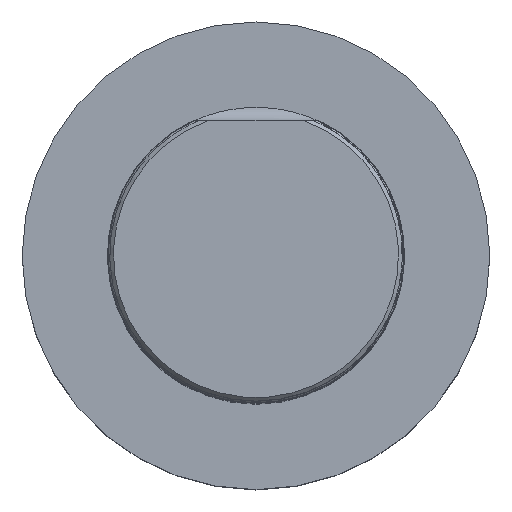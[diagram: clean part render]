
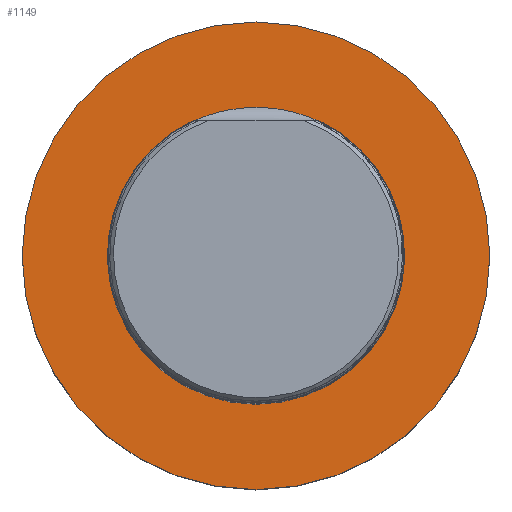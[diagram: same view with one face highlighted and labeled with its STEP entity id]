
A CAD part, top view. The second image highlights one B-rep face of the part: STEP entity #1149.
In plain terms, the highlighted face is planar.
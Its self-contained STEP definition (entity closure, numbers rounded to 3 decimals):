
#302=FACE_BOUND('',#1962,.T.);
#303=FACE_BOUND('',#1963,.T.);
#716=CIRCLE('',#7523,25.396);
#717=CIRCLE('',#7525,40.);
#890=PLANE('',#7528);
#1149=ADVANCED_FACE('TB_IB_SU_4',(#302,#303),#890,.T.);
#1962=EDGE_LOOP('',(#3851));
#1963=EDGE_LOOP('',(#3852));
#3851=ORIENTED_EDGE('',*,*,#6336,.T.);
#3852=ORIENTED_EDGE('',*,*,#6335,.T.);
#5584=VERTEX_POINT('',#13572);
#5585=VERTEX_POINT('',#13575);
#6335=EDGE_CURVE('',#5584,#5584,#716,.T.);
#6336=EDGE_CURVE('',#5585,#5585,#717,.T.);
#7523=AXIS2_PLACEMENT_3D('',#13571,#8582,#8583);
#7525=AXIS2_PLACEMENT_3D('',#13574,#8586,#8587);
#7528=AXIS2_PLACEMENT_3D('',#13579,#8592,#8593);
#8582=DIRECTION('',(0.,-1.,0.));
#8583=DIRECTION('',(0.,0.,-1.));
#8586=DIRECTION('',(0.,1.,0.));
#8587=DIRECTION('',(0.,0.,1.));
#8592=DIRECTION('',(0.,1.,0.));
#8593=DIRECTION('',(0.,0.,1.));
#13571=CARTESIAN_POINT('',(0.,0.,0.));
#13572=CARTESIAN_POINT('',(0.,0.,-25.396));
#13574=CARTESIAN_POINT('',(0.,0.,0.));
#13575=CARTESIAN_POINT('',(0.,0.,40.));
#13579=CARTESIAN_POINT('',(0.,0.,0.));
